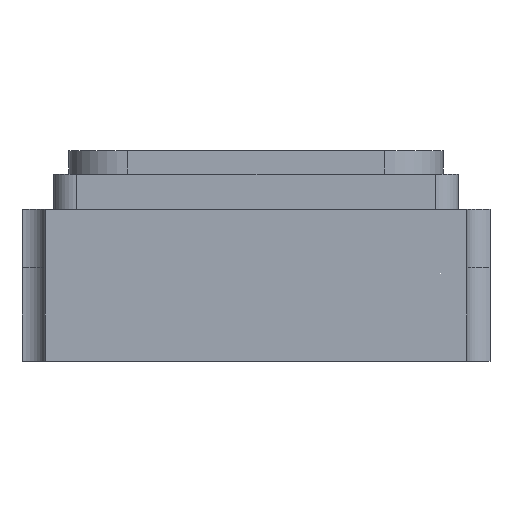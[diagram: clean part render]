
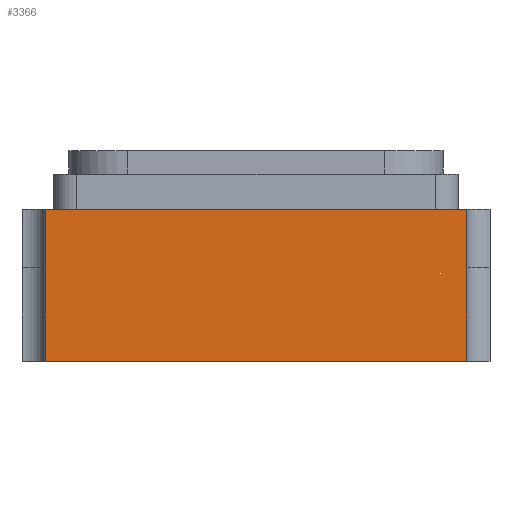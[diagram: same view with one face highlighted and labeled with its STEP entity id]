
A CAD part, left-side view. The second image highlights one B-rep face of the part: STEP entity #3366.
In plain terms, the highlighted planar face has unit normal (-1, 0, 0).
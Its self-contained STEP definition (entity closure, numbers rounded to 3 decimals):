
#257 = VECTOR ( 'NONE', #3798, 1000. ) ;
#596 = PLANE ( 'NONE',  #6316 ) ;
#612 = CARTESIAN_POINT ( 'NONE',  ( -1.25, 0.9, 0.4 ) ) ;
#613 = DIRECTION ( 'NONE',  ( 1., 0., 0. ) ) ;
#614 = DIRECTION ( 'NONE',  ( 0., 0., -1. ) ) ;
#729 = EDGE_CURVE ( 'NONE', #1877, #2635, #2907, .T. ) ;
#769 = EDGE_CURVE ( 'NONE', #3681, #2221, #3572, .T. ) ;
#860 = EDGE_CURVE ( 'NONE', #3681, #1877, #4961, .T. ) ;
#897 = EDGE_CURVE ( 'NONE', #1878, #3653, #6801, .T. ) ;
#917 = EDGE_CURVE ( 'NONE', #2635, #3653, #3796, .T. ) ;
#1089 = EDGE_CURVE ( 'NONE', #2221, #1878, #6152, .T. ) ;
#1198 = EDGE_LOOP ( 'NONE', ( #3708, #3706, #3707, #3705, #3704, #3703 ) ) ;
#1753 = CARTESIAN_POINT ( 'NONE',  ( -1.25, 0.9, 0. ) ) ;
#1754 = CARTESIAN_POINT ( 'NONE',  ( -1.25, -0.9, 0. ) ) ;
#1782 = CARTESIAN_POINT ( 'NONE',  ( -1.25, -0.9, 0.25 ) ) ;
#1841 = CARTESIAN_POINT ( 'NONE',  ( -1.25, 0.9, -0.4 ) ) ;
#1877 = VERTEX_POINT ( 'NONE', #1753 ) ;
#1878 = VERTEX_POINT ( 'NONE', #1754 ) ;
#2221 = VERTEX_POINT ( 'NONE', #1782 ) ;
#2635 = VERTEX_POINT ( 'NONE', #1841 ) ;
#2907 = LINE ( 'NONE', #2908, #4552 ) ;
#2908 = CARTESIAN_POINT ( 'NONE',  ( -1.25, 0.9, 0.4 ) ) ;
#2909 = DIRECTION ( 'NONE',  ( 0., 0., -1. ) ) ;
#3202 = VECTOR ( 'NONE', #6154, 1000. ) ;
#3366 = ADVANCED_FACE ( 'NONE', ( #6328 ), #596, .F. ) ;
#3572 = LINE ( 'NONE', #3573, #4212 ) ;
#3573 = CARTESIAN_POINT ( 'NONE',  ( -1.25, 0.9, 0.25 ) ) ;
#3574 = DIRECTION ( 'NONE',  ( 0., -1., 0. ) ) ;
#3653 = VERTEX_POINT ( 'NONE', #4810 ) ;
#3681 = VERTEX_POINT ( 'NONE', #4838 ) ;
#3703 = ORIENTED_EDGE ( 'NONE', *, *, #1089, .F. ) ;
#3704 = ORIENTED_EDGE ( 'NONE', *, *, #897, .F. ) ;
#3705 = ORIENTED_EDGE ( 'NONE', *, *, #917, .T. ) ;
#3706 = ORIENTED_EDGE ( 'NONE', *, *, #860, .T. ) ;
#3707 = ORIENTED_EDGE ( 'NONE', *, *, #729, .T. ) ;
#3708 = ORIENTED_EDGE ( 'NONE', *, *, #769, .F. ) ;
#3796 = LINE ( 'NONE', #3797, #257 ) ;
#3797 = CARTESIAN_POINT ( 'NONE',  ( -1.25, 0.9, -0.4 ) ) ;
#3798 = DIRECTION ( 'NONE',  ( 0., -1., 0. ) ) ;
#4212 = VECTOR ( 'NONE', #3574, 1000. ) ;
#4552 = VECTOR ( 'NONE', #2909, 1000. ) ;
#4566 = VECTOR ( 'NONE', #6803, 1000. ) ;
#4583 = VECTOR ( 'NONE', #4963, 1000. ) ;
#4810 = CARTESIAN_POINT ( 'NONE',  ( -1.25, -0.9, -0.4 ) ) ;
#4838 = CARTESIAN_POINT ( 'NONE',  ( -1.25, 0.9, 0.25 ) ) ;
#4961 = LINE ( 'NONE', #4962, #4583 ) ;
#4962 = CARTESIAN_POINT ( 'NONE',  ( -1.25, 0.9, 0.4 ) ) ;
#4963 = DIRECTION ( 'NONE',  ( 0., 0., -1. ) ) ;
#6152 = LINE ( 'NONE', #6153, #3202 ) ;
#6153 = CARTESIAN_POINT ( 'NONE',  ( -1.25, -0.9, 0.4 ) ) ;
#6154 = DIRECTION ( 'NONE',  ( 0., 0., -1. ) ) ;
#6316 = AXIS2_PLACEMENT_3D ( 'NONE', #612, #613, #614 ) ;
#6328 = FACE_OUTER_BOUND ( 'NONE', #1198, .T. ) ;
#6801 = LINE ( 'NONE', #6802, #4566 ) ;
#6802 = CARTESIAN_POINT ( 'NONE',  ( -1.25, -0.9, 0.4 ) ) ;
#6803 = DIRECTION ( 'NONE',  ( 0., 0., -1. ) ) ;
